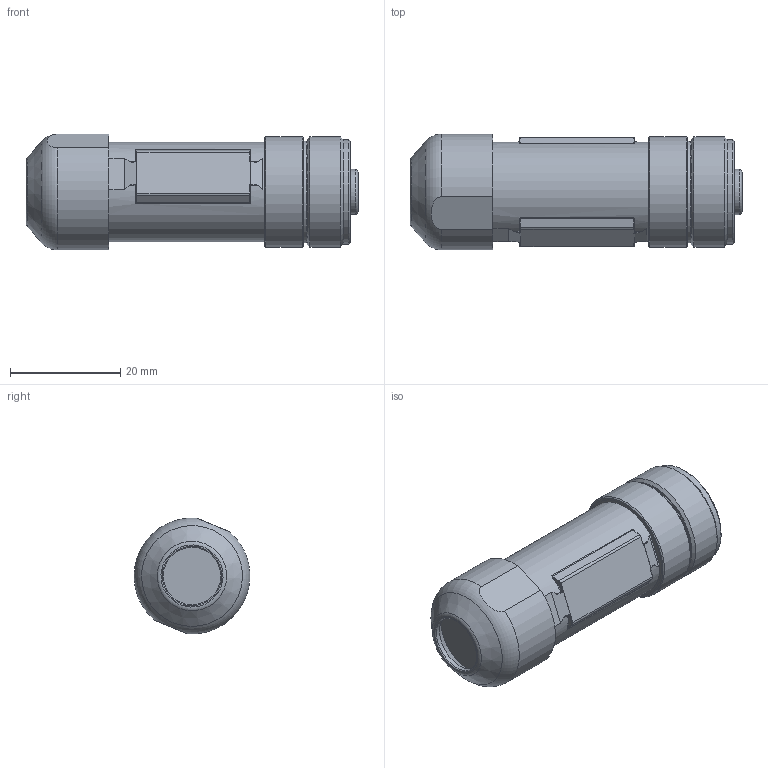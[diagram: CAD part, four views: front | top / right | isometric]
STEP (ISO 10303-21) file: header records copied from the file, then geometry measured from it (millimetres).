
FILE_DESCRIPTION(/* description */ (''),/* implementation_level */ '2;1');
FILE_NAME(/* name */ 'WAKCS5K.stp',/* time_stamp */ '2016-03-10T12:56:51+01:00',/* author */ (''),/* organization */ (''),/* preprocessor_version */ 'ST-DEVELOPER v16',/* originating_system */ 'SIEMENS PLM Software NX 10.0',/* authorisation */ '');
FILE_SCHEMA (('AUTOMOTIVE_DESIGN { 1 0 10303 214 3 1 1 1 }'));
Length unit declared in the file: millimetre
Products named in the file (1): 21
Bounding box: 60.15 x 20.99 x 20.93 mm (x, y, z)
Volume: 16133 mm3; surface area: 5154.7 mm2
Topology: 1 solids, 1 shells, 258 faces, 610 edges, 358 vertices
Faces by surface type: cylinder 75, plane 64, bspline 59, torus 33, cone 16, sphere 11
Full cylindrical faces by diameter (mm): 1.1 x5, 10.4 x1, 10.55 x1, 10.95 x1, 12.2 x1, 18.88 x1, 19 x1, 20 x2
Entity records: 11081 total; most frequent: CARTESIAN_POINT 5700, ORIENTED_EDGE 1098, DIRECTION 1078, EDGE_CURVE 549, AXIS2_PLACEMENT_3D 450, VERTEX_POINT 344, EDGE_LOOP 311, ADVANCED_FACE 258
